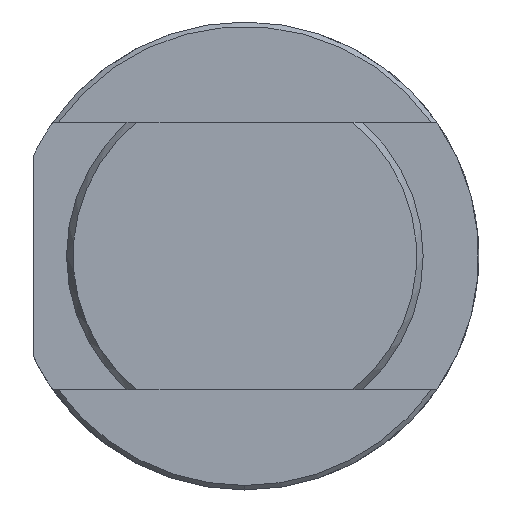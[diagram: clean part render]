
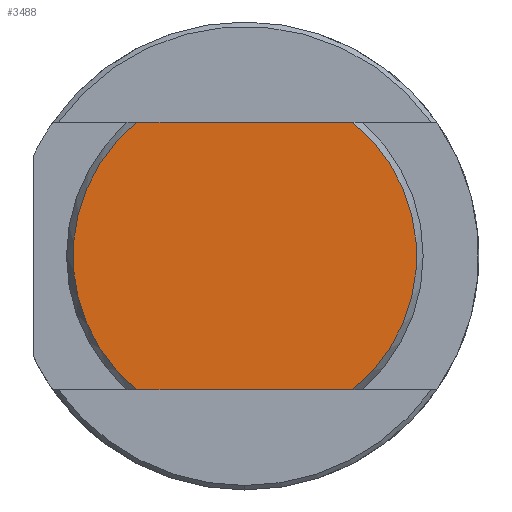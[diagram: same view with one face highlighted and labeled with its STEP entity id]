
A CAD part, left-side view. The second image highlights one B-rep face of the part: STEP entity #3488.
In plain terms, the highlighted planar face has unit normal (-1, 0, 0).
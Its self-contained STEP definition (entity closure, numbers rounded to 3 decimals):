
#95 = CARTESIAN_POINT ( 'NONE',  ( 0., 0., 0. ) ) ;
#96 = PLANE ( 'NONE',  #3624 ) ;
#97 = DIRECTION ( 'NONE',  ( 1., 0., 0. ) ) ;
#98 = DIRECTION ( 'NONE',  ( 0., 0., -1. ) ) ;
#911 = CARTESIAN_POINT ( 'NONE',  ( 0., 4.844, -6. ) ) ;
#917 = CARTESIAN_POINT ( 'NONE',  ( 0., -4.844, 6. ) ) ;
#921 = CARTESIAN_POINT ( 'NONE',  ( 0., -4.844, -6. ) ) ;
#1202 = CARTESIAN_POINT ( 'NONE',  ( 0., 0., 0. ) ) ;
#1207 = DIRECTION ( 'NONE',  ( -1., 0., 0. ) ) ;
#1208 = DIRECTION ( 'NONE',  ( 0., 0., -1. ) ) ;
#1220 = CARTESIAN_POINT ( 'NONE',  ( 0., 8.617, 6. ) ) ;
#1226 = CARTESIAN_POINT ( 'NONE',  ( 0., 0., 0. ) ) ;
#1227 = DIRECTION ( 'NONE',  ( 0., -1., 0. ) ) ;
#1229 = DIRECTION ( 'NONE',  ( -1., 0., 0. ) ) ;
#1230 = DIRECTION ( 'NONE',  ( 0., 0., -1. ) ) ;
#1231 = CARTESIAN_POINT ( 'NONE',  ( 0., 8.617, -6. ) ) ;
#1232 = DIRECTION ( 'NONE',  ( 0., 1., 0. ) ) ;
#1631 = EDGE_CURVE ( 'NONE', #2753, #2646, #4653, .T. ) ;
#1643 = EDGE_CURVE ( 'NONE', #2753, #2652, #4658, .T. ) ;
#1644 = EDGE_CURVE ( 'NONE', #2657, #2652, #4662, .T. ) ;
#1645 = EDGE_CURVE ( 'NONE', #2657, #2646, #4655, .T. ) ;
#1741 = AXIS2_PLACEMENT_3D ( 'NONE', #1226, #1229, #1230 ) ;
#1754 = AXIS2_PLACEMENT_3D ( 'NONE', #1202, #1207, #1208 ) ;
#2046 = CARTESIAN_POINT ( 'NONE',  ( 0., 4.844, 6. ) ) ;
#2646 = VERTEX_POINT ( 'NONE', #911 ) ;
#2652 = VERTEX_POINT ( 'NONE', #917 ) ;
#2657 = VERTEX_POINT ( 'NONE', #921 ) ;
#2753 = VERTEX_POINT ( 'NONE', #2046 ) ;
#3215 = FACE_OUTER_BOUND ( 'NONE', #3664, .T. ) ;
#3488 = ADVANCED_FACE ( 'NONE', ( #3215 ), #96, .F. ) ;
#3624 = AXIS2_PLACEMENT_3D ( 'NONE', #95, #97, #98 ) ;
#3664 = EDGE_LOOP ( 'NONE', ( #3919, #3830, #3853, #3856 ) ) ;
#3830 = ORIENTED_EDGE ( 'NONE', *, *, #1643, .F. ) ;
#3853 = ORIENTED_EDGE ( 'NONE', *, *, #1631, .T. ) ;
#3856 = ORIENTED_EDGE ( 'NONE', *, *, #1645, .F. ) ;
#3919 = ORIENTED_EDGE ( 'NONE', *, *, #1644, .T. ) ;
#4650 = VECTOR ( 'NONE', #1232, 1000. ) ;
#4651 = VECTOR ( 'NONE', #1227, 1000. ) ;
#4653 = CIRCLE ( 'NONE', #1754, 7.711 ) ;
#4655 = LINE ( 'NONE', #1231, #4650 ) ;
#4658 = LINE ( 'NONE', #1220, #4651 ) ;
#4662 = CIRCLE ( 'NONE', #1741, 7.711 ) ;
